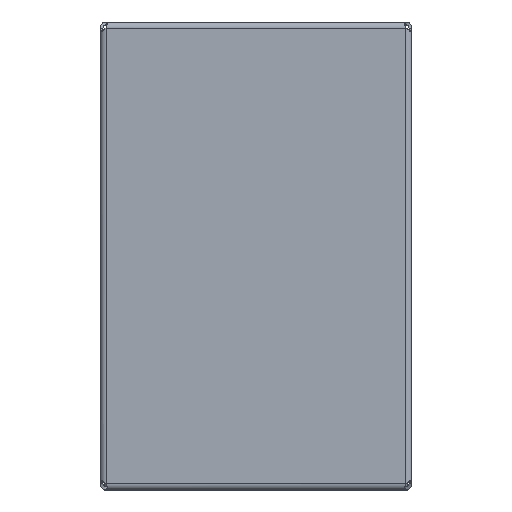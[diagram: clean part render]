
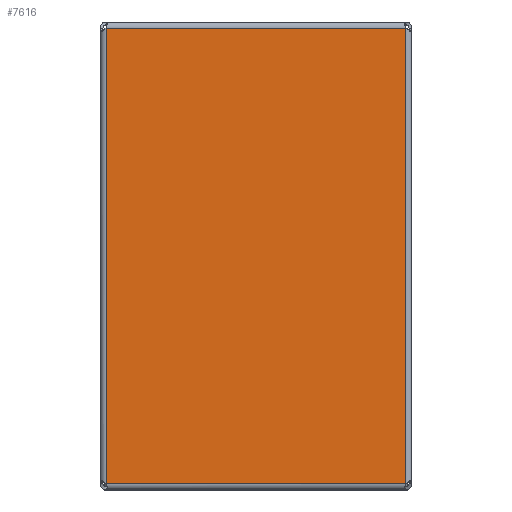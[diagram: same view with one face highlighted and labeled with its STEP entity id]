
A CAD part, front view. The second image highlights one B-rep face of the part: STEP entity #7616.
In plain terms, the highlighted planar face has unit normal (0, -1, 0).
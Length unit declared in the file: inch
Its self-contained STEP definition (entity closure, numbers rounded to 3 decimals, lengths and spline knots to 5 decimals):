
#176 = CARTESIAN_POINT ( 'NONE',  ( 3.845, 0., -12.68362 ) ) ;
#195 = EDGE_LOOP ( 'NONE', ( #1190, #7095, #3697, #2326 ) ) ;
#1062 = FACE_OUTER_BOUND ( 'NONE', #195, .T. ) ;
#1190 = ORIENTED_EDGE ( 'NONE', *, *, #1907, .T. ) ;
#1548 = CARTESIAN_POINT ( 'NONE',  ( -12.97072, 0., 0. ) ) ;
#1626 = CARTESIAN_POINT ( 'NONE',  ( -3.845, 0., -12.68362 ) ) ;
#1796 = LINE ( 'NONE', #7354, #6035 ) ;
#1805 = EDGE_CURVE ( 'NONE', #2673, #2970, #7146, .T. ) ;
#1907 = EDGE_CURVE ( 'NONE', #7108, #6061, #7222, .T. ) ;
#1967 = DIRECTION ( 'NONE',  ( -1., 0., 0. ) ) ;
#2326 = ORIENTED_EDGE ( 'NONE', *, *, #4618, .T. ) ;
#2572 = CARTESIAN_POINT ( 'NONE',  ( 3.845, 0., -0.99362 ) ) ;
#2673 = VERTEX_POINT ( 'NONE', #176 ) ;
#2970 = VERTEX_POINT ( 'NONE', #2572 ) ;
#3476 = DIRECTION ( 'NONE',  ( 0., 0., -1. ) ) ;
#3489 = DIRECTION ( 'NONE',  ( 0., 0., -1. ) ) ;
#3697 = ORIENTED_EDGE ( 'NONE', *, *, #1805, .T. ) ;
#3775 = CARTESIAN_POINT ( 'NONE',  ( -3.845, 0., -0.99362 ) ) ;
#4013 = DIRECTION ( 'NONE',  ( 0., -1., 0. ) ) ;
#4120 = CARTESIAN_POINT ( 'NONE',  ( 3.845, 0., 0. ) ) ;
#4618 = EDGE_CURVE ( 'NONE', #2970, #7108, #6237, .T. ) ;
#4622 = AXIS2_PLACEMENT_3D ( 'NONE', #1548, #4013, #3489 ) ;
#5062 = VECTOR ( 'NONE', #1967, 39.37008 ) ;
#5107 = CARTESIAN_POINT ( 'NONE',  ( -12.97072, 0., -0.99362 ) ) ;
#5206 = CARTESIAN_POINT ( 'NONE',  ( -3.845, 0., 0. ) ) ;
#6014 = DIRECTION ( 'NONE',  ( 0., 0., 1. ) ) ;
#6035 = VECTOR ( 'NONE', #6792, 39.37008 ) ;
#6061 = VERTEX_POINT ( 'NONE', #1626 ) ;
#6237 = LINE ( 'NONE', #5107, #5062 ) ;
#6792 = DIRECTION ( 'NONE',  ( 1., 0., 0. ) ) ;
#7078 = PLANE ( 'NONE',  #4622 ) ;
#7095 = ORIENTED_EDGE ( 'NONE', *, *, #7388, .T. ) ;
#7108 = VERTEX_POINT ( 'NONE', #3775 ) ;
#7146 = LINE ( 'NONE', #4120, #7440 ) ;
#7222 = LINE ( 'NONE', #5206, #7576 ) ;
#7354 = CARTESIAN_POINT ( 'NONE',  ( -12.97072, 0., -12.68362 ) ) ;
#7388 = EDGE_CURVE ( 'NONE', #6061, #2673, #1796, .T. ) ;
#7440 = VECTOR ( 'NONE', #6014, 39.37008 ) ;
#7576 = VECTOR ( 'NONE', #3476, 39.37008 ) ;
#7616 = ADVANCED_FACE ( 'NONE', ( #1062 ), #7078, .T. ) ;
